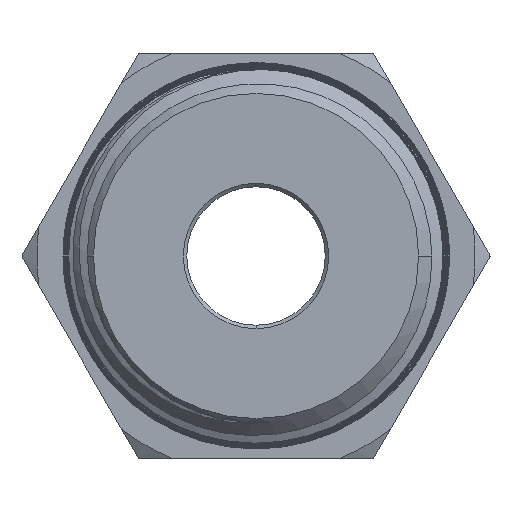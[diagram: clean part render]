
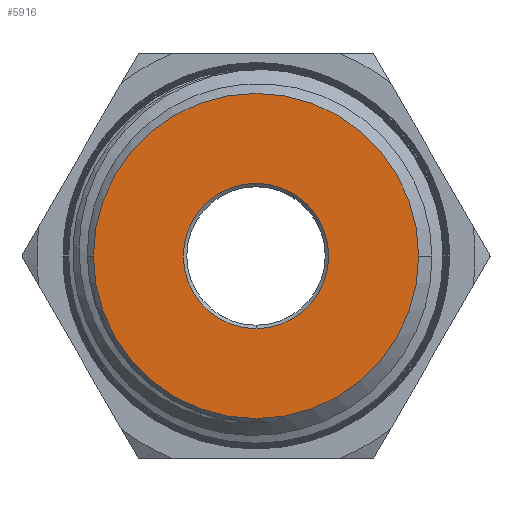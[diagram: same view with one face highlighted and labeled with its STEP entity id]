
A CAD part, left-side view. The second image highlights one B-rep face of the part: STEP entity #5916.
In plain terms, the highlighted planar face has unit normal (-1, 0, 0).
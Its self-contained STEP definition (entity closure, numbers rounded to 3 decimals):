
#1531=CARTESIAN_POINT('',(-27.05,0.,0.));
#1532=DIRECTION('',(-1.,0.,0.));
#1533=DIRECTION('',(0.,1.,0.));
#1534=AXIS2_PLACEMENT_3D('',#1531,#1532,#1533);
#1536=CARTESIAN_POINT('',(-27.05,0.,0.));
#1537=DIRECTION('',(-1.,0.,0.));
#1538=DIRECTION('',(0.,-1.,0.));
#1539=AXIS2_PLACEMENT_3D('',#1536,#1537,#1538);
#1541=CARTESIAN_POINT('',(-27.05,0.,0.));
#1542=DIRECTION('',(1.,0.,0.));
#1543=DIRECTION('',(0.,0.,-1.));
#1544=AXIS2_PLACEMENT_3D('',#1541,#1542,#1543);
#1546=CARTESIAN_POINT('',(-27.05,0.,0.));
#1547=DIRECTION('',(1.,0.,0.));
#1548=DIRECTION('',(0.,0.,1.));
#1549=AXIS2_PLACEMENT_3D('',#1546,#1547,#1548);
#4321=CARTESIAN_POINT('',(-27.05,0.,-6.25));
#4322=CARTESIAN_POINT('',(-27.05,0.,6.25));
#4323=VERTEX_POINT('',#4321);
#4324=VERTEX_POINT('',#4322);
#4337=CARTESIAN_POINT('',(-27.05,13.981,0.));
#4338=CARTESIAN_POINT('',(-27.05,-13.981,0.));
#4339=VERTEX_POINT('',#4337);
#4340=VERTEX_POINT('',#4338);
#5900=CARTESIAN_POINT('',(-27.05,0.,0.));
#5901=DIRECTION('',(-1.,0.,0.));
#5902=DIRECTION('',(0.,1.,0.));
#5903=AXIS2_PLACEMENT_3D('',#5900,#5901,#5902);
#5904=PLANE('',#5903);
#5906=ORIENTED_EDGE('',*,*,#5905,.F.);
#5908=ORIENTED_EDGE('',*,*,#5907,.F.);
#5909=EDGE_LOOP('',(#5906,#5908));
#5910=FACE_OUTER_BOUND('',#5909,.F.);
#5912=ORIENTED_EDGE('',*,*,#5911,.F.);
#5913=ORIENTED_EDGE('',*,*,#5890,.F.);
#5914=EDGE_LOOP('',(#5912,#5913));
#5915=FACE_BOUND('',#5914,.F.);
#1535=CIRCLE('',#1534,13.981);
#1540=CIRCLE('',#1539,13.981);
#1545=CIRCLE('',#1544,6.25);
#1550=CIRCLE('',#1549,6.25);
#5890=EDGE_CURVE('',#4324,#4323,#1550,.T.);
#5905=EDGE_CURVE('',#4339,#4340,#1535,.T.);
#5907=EDGE_CURVE('',#4340,#4339,#1540,.T.);
#5911=EDGE_CURVE('',#4323,#4324,#1545,.T.);
#5916=ADVANCED_FACE('',(#5910,#5915),#5904,.T.);
